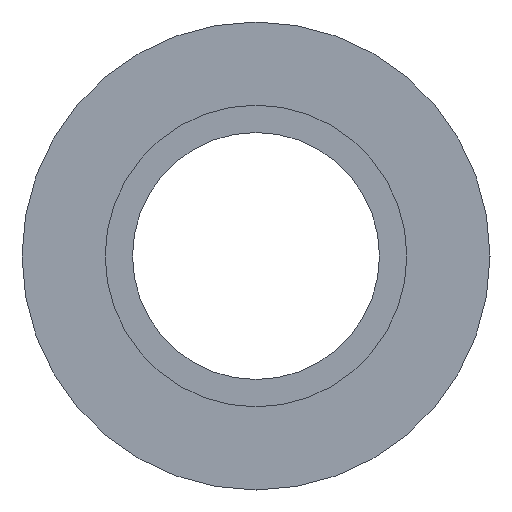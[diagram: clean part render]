
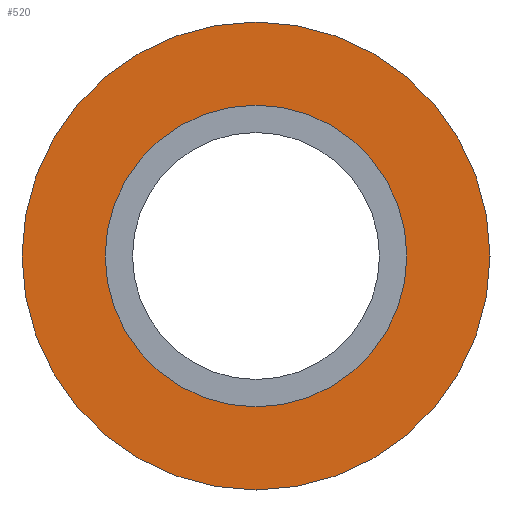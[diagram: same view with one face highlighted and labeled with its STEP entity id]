
A CAD part, front view. The second image highlights one B-rep face of the part: STEP entity #520.
In plain terms, the highlighted planar face has unit normal (0, -1, 0).
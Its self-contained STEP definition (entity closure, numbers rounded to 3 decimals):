
#10 = DIRECTION ( 'NONE',  ( 0., 0., -1. ) ) ;
#18 = CARTESIAN_POINT ( 'NONE',  ( 0., 5., 18. ) ) ;
#19 = EDGE_CURVE ( 'NONE', #432, #303, #420, .T. ) ;
#40 = DIRECTION ( 'NONE',  ( 0., 1., 0. ) ) ;
#50 = EDGE_CURVE ( 'NONE', #308, #537, #467, .T. ) ;
#64 = DIRECTION ( 'NONE',  ( 0., -1., 0. ) ) ;
#106 = DIRECTION ( 'NONE',  ( 0., 0., -1. ) ) ;
#138 = CARTESIAN_POINT ( 'NONE',  ( 0., 5., -18. ) ) ;
#151 = DIRECTION ( 'NONE',  ( 0., -1., 0. ) ) ;
#185 = ORIENTED_EDGE ( 'NONE', *, *, #50, .F. ) ;
#202 = CARTESIAN_POINT ( 'NONE',  ( 0., 5., -11.35 ) ) ;
#206 = CARTESIAN_POINT ( 'NONE',  ( 0., 5., 0. ) ) ;
#242 = ORIENTED_EDGE ( 'NONE', *, *, #503, .F. ) ;
#243 = DIRECTION ( 'NONE',  ( 0., 0., -1. ) ) ;
#287 = CARTESIAN_POINT ( 'NONE',  ( 0., 5., 11.35 ) ) ;
#299 = CARTESIAN_POINT ( 'NONE',  ( 0., 5., 0. ) ) ;
#303 = VERTEX_POINT ( 'NONE', #18 ) ;
#304 = PLANE ( 'NONE',  #517 ) ;
#308 = VERTEX_POINT ( 'NONE', #287 ) ;
#330 = CARTESIAN_POINT ( 'NONE',  ( 0., 5., 0. ) ) ;
#350 = EDGE_CURVE ( 'NONE', #303, #432, #612, .T. ) ;
#353 = ORIENTED_EDGE ( 'NONE', *, *, #19, .T. ) ;
#357 = CIRCLE ( 'NONE', #414, 11.35 ) ;
#414 = AXIS2_PLACEMENT_3D ( 'NONE', #299, #151, #243 ) ;
#420 = CIRCLE ( 'NONE', #550, 18. ) ;
#432 = VERTEX_POINT ( 'NONE', #138 ) ;
#445 = CARTESIAN_POINT ( 'NONE',  ( 0., 5., 0. ) ) ;
#449 = FACE_BOUND ( 'NONE', #552, .T. ) ;
#453 = FACE_OUTER_BOUND ( 'NONE', #663, .T. ) ;
#467 = CIRCLE ( 'NONE', #583, 11.35 ) ;
#483 = DIRECTION ( 'NONE',  ( 0., 0., -1. ) ) ;
#489 = DIRECTION ( 'NONE',  ( 0., -1., 0. ) ) ;
#503 = EDGE_CURVE ( 'NONE', #537, #308, #357, .T. ) ;
#505 = DIRECTION ( 'NONE',  ( 0., 0., 1. ) ) ;
#516 = ORIENTED_EDGE ( 'NONE', *, *, #350, .T. ) ;
#517 = AXIS2_PLACEMENT_3D ( 'NONE', #644, #40, #505 ) ;
#520 = ADVANCED_FACE ( 'NONE', ( #449, #453 ), #304, .F. ) ;
#537 = VERTEX_POINT ( 'NONE', #202 ) ;
#550 = AXIS2_PLACEMENT_3D ( 'NONE', #206, #611, #106 ) ;
#552 = EDGE_LOOP ( 'NONE', ( #242, #185 ) ) ;
#583 = AXIS2_PLACEMENT_3D ( 'NONE', #330, #64, #10 ) ;
#611 = DIRECTION ( 'NONE',  ( 0., -1., 0. ) ) ;
#612 = CIRCLE ( 'NONE', #657, 18. ) ;
#644 = CARTESIAN_POINT ( 'NONE',  ( -18., 5., 0. ) ) ;
#657 = AXIS2_PLACEMENT_3D ( 'NONE', #445, #489, #483 ) ;
#663 = EDGE_LOOP ( 'NONE', ( #353, #516 ) ) ;
